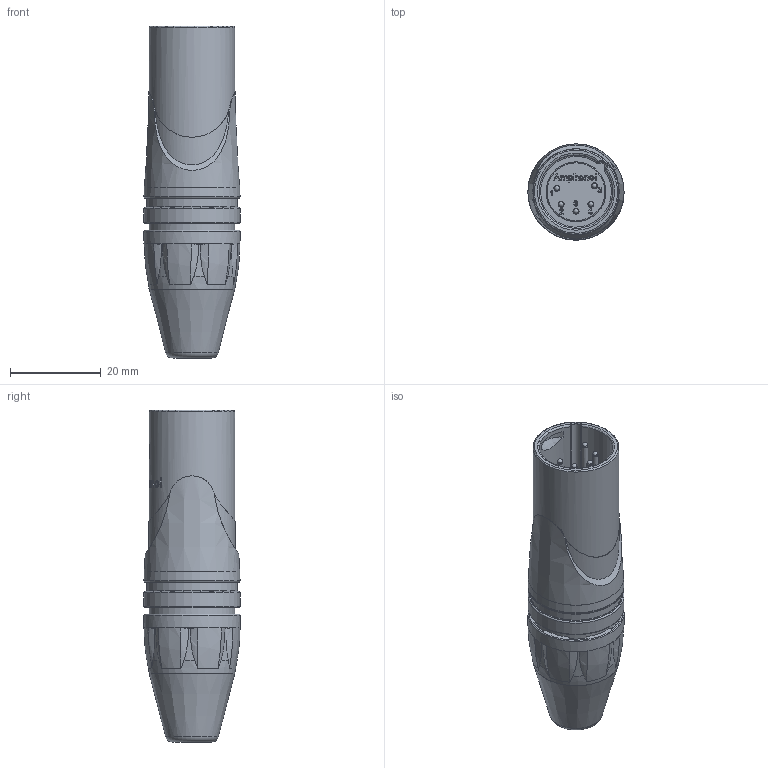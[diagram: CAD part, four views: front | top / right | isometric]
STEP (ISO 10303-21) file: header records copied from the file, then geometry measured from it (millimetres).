
FILE_DESCRIPTION((''),'2;1');
FILE_NAME('AX5M.stp','2014-02-27T12:10:41',('thien'),(''),'Autodesk Inventor 2012','Autodesk Inventor 2012','');
FILE_SCHEMA(('AUTOMOTIVE_DESIGN { 1 0 10303 214 1 1 1 1 }'));
Length unit declared in the file: millimetre
Products named in the file (12): Male XLR  assy; 50260004-521; 53490004-331; 53480049-332; 52520003-531; 50440036-530; boot plain new; Nut premold; 5 pin assy 2; contact 5; pin insulator 5; MALE GROUND 0304095
Assembly tree (15 placements, depth 3):
  Male XLR  assy
    50260004-521
    53490004-331
      53480049-332
      52520003-531
    50440036-530
      boot plain new
      Nut premold
    5 pin assy 2
      contact 5  x5
      pin insulator 5
      MALE GROUND 0304095
Bounding box: 21.19 x 21.2 x 73.2 mm (x, y, z)
Volume: 12022.9 mm3; surface area: 17772.5 mm2
Topology: 12 solids, 12 shells, 952 faces, 2540 edges, 1678 vertices
Faces by surface type: plane 399, bspline 253, cylinder 194, cone 64, torus 23, revolution 14, sphere 5
Full cylindrical faces by diameter (mm): 1.27 x10, 1.33 x5, 1.45 x5, 2 x11, 2.16 x5, 3 x1, 8.6 x2, 12 x2, 13.15 x1, 13.2 x1, 15.6 x2, 15.917 x9, 17.1 x1, 18.8 x1, 18.9 x1, 19 x1, 19.992 x1, 21.192 x2, 21.2 x1
Entity records: 40652 total; most frequent: CARTESIAN_POINT 20440, ORIENTED_EDGE 4558, DIRECTION 3206, EDGE_CURVE 2279, VERTEX_POINT 1545, VECTOR 1102, LINE 1102, AXIS2_PLACEMENT_3D 1045
